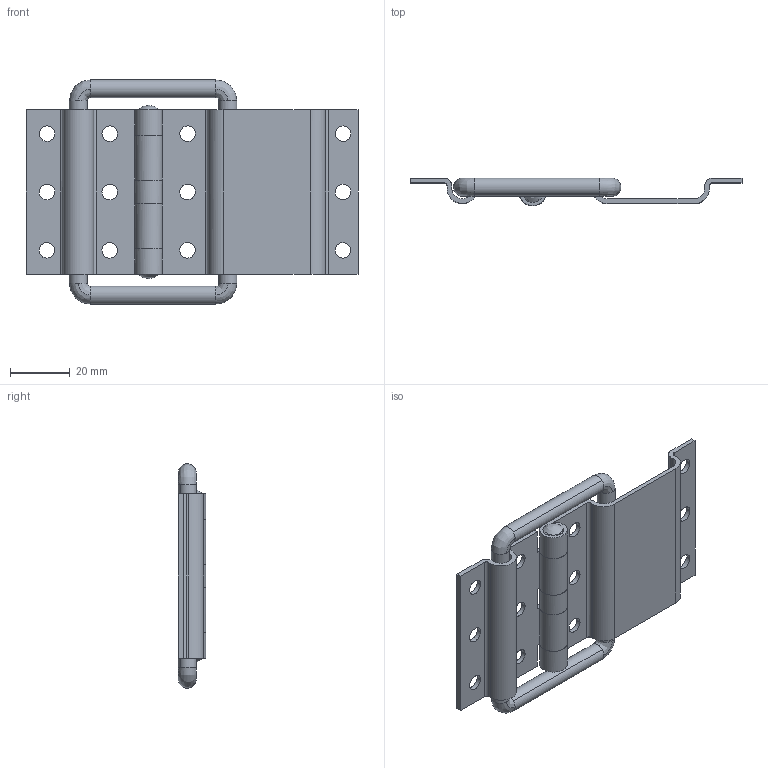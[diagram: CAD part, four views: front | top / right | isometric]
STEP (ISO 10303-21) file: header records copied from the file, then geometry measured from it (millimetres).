
FILE_DESCRIPTION((''),'2;1');
FILE_NAME('','2005-04-20T10:00:42',(''),(''),'','CADfix','');
FILE_SCHEMA(('AUTOMOTIVE_DESIGN'));
Length unit declared in the file: millimetre
Products named in the file (5): stopper; shaft; hinge piece_B; hinge piece_A; TH_6A_14088_36
Assembly tree (4 placements, depth 2):
  TH_6A_14088_36
    stopper
    shaft
    hinge piece_B
    hinge piece_A
Bounding box: 111 x 9.2 x 75 mm (x, y, z)
Volume: 20333 mm3; surface area: 22280.3 mm2
Topology: 4 solids, 4 shells, 116 faces, 397 edges, 291 vertices
Faces by surface type: bspline 116
Entity records: 4835 total; most frequent: CARTESIAN_POINT 2594, ORIENTED_EDGE 794, EDGE_CURVE 397, VERTEX_POINT 291, QUASI_UNIFORM_CURVE 177, EDGE_LOOP 142, FACE_OUTER_BOUND 116, ADVANCED_FACE 116
